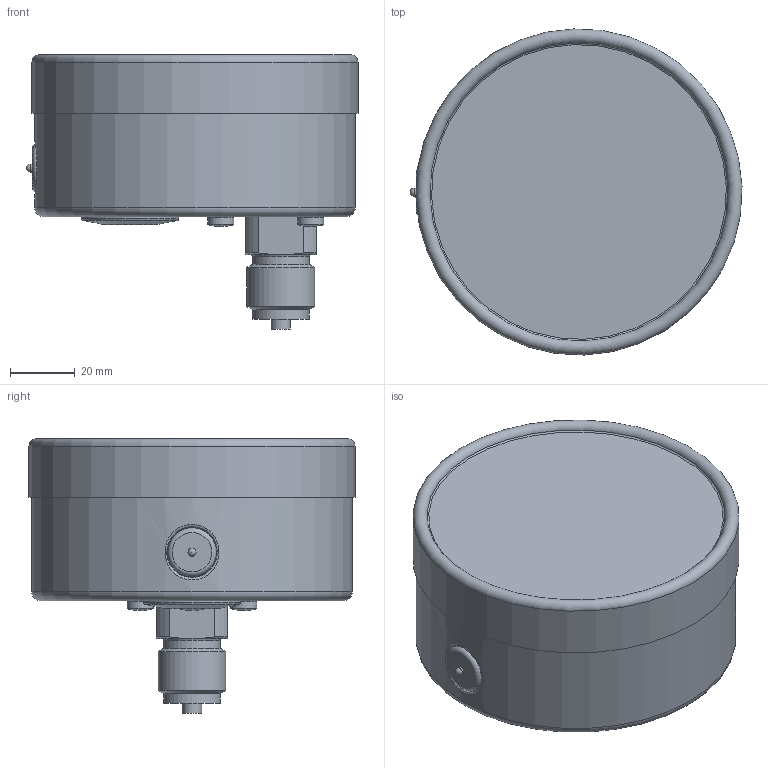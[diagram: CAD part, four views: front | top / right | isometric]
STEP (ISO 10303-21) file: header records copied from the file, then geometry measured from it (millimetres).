
FILE_DESCRIPTION(/* description */ (''),/* implementation_level */ '2;1');
FILE_NAME(/* name */ 'RF100I_D411_853XX411.stp',/* time_stamp */ '2018-01-16T11:53:32+01:00',/* author */ ('acgl'),/* organization */ (''),/* preprocessor_version */ 'ST-DEVELOPER v15.6',/* originating_system */ 'Autodesk Inventor 2015',/* authorisation */ '');
FILE_SCHEMA (('AUTOMOTIVE_DESIGN { 1 0 10303 214 3 1 1 }'));
Length unit declared in the file: centimetre
Products named in the file (1): RF100I_D411_853XX411
Bounding box: 102.57 x 100.75 x 84.69 mm (x, y, z)
Volume: 387321 mm3; surface area: 33976.6 mm2
Topology: 1 solids, 1 shells, 73 faces, 154 edges, 95 vertices
Faces by surface type: cylinder 24, torus 20, plane 15, cone 7, sphere 4, bspline 3
Full cylindrical faces by diameter (mm): 2.5 x1, 6 x1, 8 x3, 15 x1, 17.5 x2, 20.96 x1, 30 x1, 99 x1, 100.8 x1
Entity records: 2205 total; most frequent: CARTESIAN_POINT 598, DIRECTION 330, ORIENTED_EDGE 246, AXIS2_PLACEMENT_3D 153, EDGE_CURVE 123, EDGE_LOOP 113, VERTEX_POINT 92, CIRCLE 82
